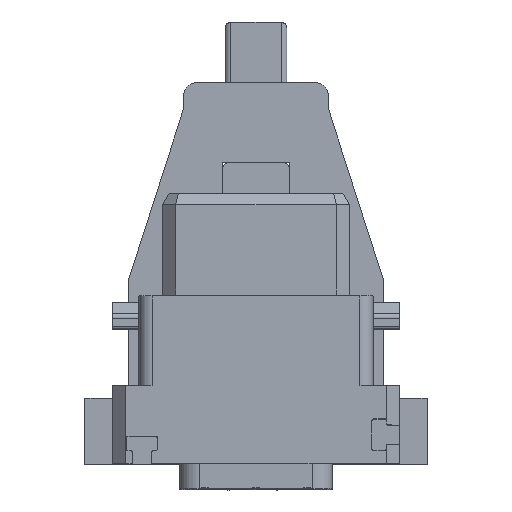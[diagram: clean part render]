
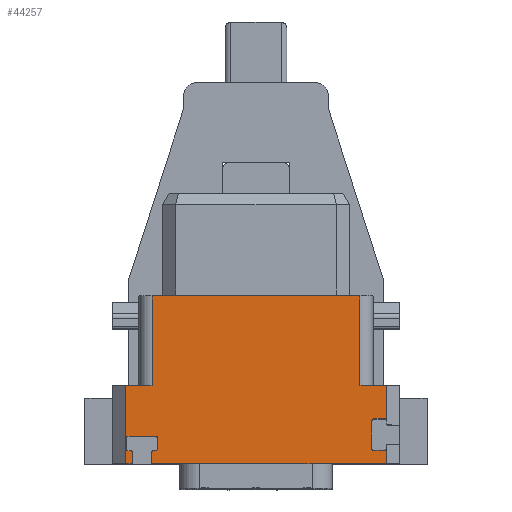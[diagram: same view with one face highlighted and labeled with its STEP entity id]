
A CAD part, top view. The second image highlights one B-rep face of the part: STEP entity #44257.
In plain terms, the highlighted planar face has unit normal (0, 0, 1).
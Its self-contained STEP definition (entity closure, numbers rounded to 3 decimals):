
#194=DIRECTION('',(-1.,0.,0.));
#195=VECTOR('',#194,15.8);
#196=CARTESIAN_POINT('',(7.9,9.8,9.9));
#197=LINE('',#196,#195);
#413=CARTESIAN_POINT('',(9.75,0.325,9.9));
#414=DIRECTION('',(0.,0.,1.));
#415=DIRECTION('',(1.,0.,0.));
#416=AXIS2_PLACEMENT_3D('',#413,#414,#415);
#418=DIRECTION('',(-1.,0.,0.));
#419=VECTOR('',#418,0.8);
#420=CARTESIAN_POINT('',(9.75,0.475,9.9));
#421=LINE('',#420,#419);
#422=CARTESIAN_POINT('',(8.95,0.325,9.9));
#423=DIRECTION('',(0.,0.,1.));
#424=DIRECTION('',(0.,1.,0.));
#425=AXIS2_PLACEMENT_3D('',#422,#423,#424);
#427=DIRECTION('',(0.,-1.,0.));
#428=VECTOR('',#427,2.1);
#429=CARTESIAN_POINT('',(8.8,0.325,9.9));
#430=LINE('',#429,#428);
#431=CARTESIAN_POINT('',(8.95,-1.775,9.9));
#432=DIRECTION('',(0.,0.,1.));
#433=DIRECTION('',(-1.,0.,0.));
#434=AXIS2_PLACEMENT_3D('',#431,#432,#433);
#436=DIRECTION('',(1.,0.,0.));
#437=VECTOR('',#436,0.8);
#438=CARTESIAN_POINT('',(8.95,-1.925,9.9));
#439=LINE('',#438,#437);
#440=CARTESIAN_POINT('',(9.75,-1.775,9.9));
#441=DIRECTION('',(0.,0.,1.));
#442=DIRECTION('',(0.,-1.,0.));
#443=AXIS2_PLACEMENT_3D('',#440,#441,#442);
#445=DIRECTION('',(0.,1.,0.));
#446=VECTOR('',#445,1.175);
#447=CARTESIAN_POINT('',(9.9,-2.95,9.9));
#448=LINE('',#447,#446);
#449=DIRECTION('',(0.,1.,0.));
#450=VECTOR('',#449,0.85);
#451=CARTESIAN_POINT('',(-7.95,-2.95,9.9));
#452=LINE('',#451,#450);
#453=CARTESIAN_POINT('',(-7.8,-2.1,9.9));
#454=DIRECTION('',(0.,0.,1.));
#455=DIRECTION('',(0.,1.,0.));
#456=AXIS2_PLACEMENT_3D('',#453,#454,#455);
#458=DIRECTION('',(1.,0.,0.));
#459=VECTOR('',#458,0.175);
#460=CARTESIAN_POINT('',(-7.8,-1.95,9.9));
#461=LINE('',#460,#459);
#462=CARTESIAN_POINT('',(-7.625,-1.8,9.9));
#463=DIRECTION('',(0.,0.,1.));
#464=DIRECTION('',(0.,-1.,0.));
#465=AXIS2_PLACEMENT_3D('',#462,#463,#464);
#467=DIRECTION('',(0.,1.,0.));
#468=VECTOR('',#467,0.8);
#469=CARTESIAN_POINT('',(-7.475,-1.8,9.9));
#470=LINE('',#469,#468);
#471=CARTESIAN_POINT('',(-7.625,-1.,9.9));
#472=DIRECTION('',(0.,0.,1.));
#473=DIRECTION('',(1.,0.,0.));
#474=AXIS2_PLACEMENT_3D('',#471,#472,#473);
#476=DIRECTION('',(-1.,0.,0.));
#477=VECTOR('',#476,2.1);
#478=CARTESIAN_POINT('',(-7.625,-0.85,9.9));
#479=LINE('',#478,#477);
#480=CARTESIAN_POINT('',(-9.725,-1.,9.9));
#481=DIRECTION('',(0.,0.,1.));
#482=DIRECTION('',(0.,1.,0.));
#483=AXIS2_PLACEMENT_3D('',#480,#481,#482);
#485=DIRECTION('',(0.,-1.,0.));
#486=VECTOR('',#485,0.8);
#487=CARTESIAN_POINT('',(-9.875,-1.,9.9));
#488=LINE('',#487,#486);
#489=CARTESIAN_POINT('',(-9.725,-1.8,9.9));
#490=DIRECTION('',(0.,0.,1.));
#491=DIRECTION('',(-1.,0.,0.));
#492=AXIS2_PLACEMENT_3D('',#489,#490,#491);
#494=DIRECTION('',(1.,0.,0.));
#495=VECTOR('',#494,0.175);
#496=CARTESIAN_POINT('',(-9.725,-1.95,9.9));
#497=LINE('',#496,#495);
#498=CARTESIAN_POINT('',(-9.55,-2.1,9.9));
#499=DIRECTION('',(0.,0.,1.));
#500=DIRECTION('',(1.,0.,0.));
#501=AXIS2_PLACEMENT_3D('',#498,#499,#500);
#503=DIRECTION('',(0.,1.,0.));
#504=VECTOR('',#503,0.85);
#505=CARTESIAN_POINT('',(-9.4,-2.95,9.9));
#506=LINE('',#505,#504);
#507=DIRECTION('',(0.,-1.,0.));
#508=VECTOR('',#507,5.95);
#509=CARTESIAN_POINT('',(-9.9,3.,9.9));
#510=LINE('',#509,#508);
#511=DIRECTION('',(0.,-1.,0.));
#512=VECTOR('',#511,6.8);
#513=CARTESIAN_POINT('',(-7.9,9.8,9.9));
#514=LINE('',#513,#512);
#515=DIRECTION('',(0.,1.,0.));
#516=VECTOR('',#515,6.8);
#517=CARTESIAN_POINT('',(7.9,3.,9.9));
#518=LINE('',#517,#516);
#519=DIRECTION('',(0.,1.,0.));
#520=VECTOR('',#519,2.675);
#521=CARTESIAN_POINT('',(9.9,0.325,9.9));
#522=LINE('',#521,#520);
#539=DIRECTION('',(-1.,0.,0.));
#540=VECTOR('',#539,2.);
#541=CARTESIAN_POINT('',(9.9,3.,9.9));
#542=LINE('',#541,#540);
#731=DIRECTION('',(1.,0.,0.));
#732=VECTOR('',#731,0.5);
#733=CARTESIAN_POINT('',(-9.9,-2.95,9.9));
#734=LINE('',#733,#732);
#747=DIRECTION('',(1.,0.,0.));
#748=VECTOR('',#747,17.85);
#749=CARTESIAN_POINT('',(-7.95,-2.95,9.9));
#750=LINE('',#749,#748);
#2591=DIRECTION('',(-1.,0.,0.));
#2592=VECTOR('',#2591,2.);
#2593=CARTESIAN_POINT('',(-7.9,3.,9.9));
#2594=LINE('',#2593,#2592);
#34862=CARTESIAN_POINT('',(-7.95,-2.95,9.9));
#34863=VERTEX_POINT('',#34862);
#34864=CARTESIAN_POINT('',(-9.4,-2.95,9.9));
#34865=VERTEX_POINT('',#34864);
#34866=CARTESIAN_POINT('',(9.9,0.325,9.9));
#34867=CARTESIAN_POINT('',(9.75,0.475,9.9));
#34868=VERTEX_POINT('',#34866);
#34869=VERTEX_POINT('',#34867);
#34870=CARTESIAN_POINT('',(8.95,0.475,9.9));
#34871=VERTEX_POINT('',#34870);
#34872=CARTESIAN_POINT('',(8.8,0.325,9.9));
#34873=VERTEX_POINT('',#34872);
#34874=CARTESIAN_POINT('',(8.8,-1.775,9.9));
#34875=VERTEX_POINT('',#34874);
#34876=CARTESIAN_POINT('',(8.95,-1.925,9.9));
#34877=VERTEX_POINT('',#34876);
#34878=CARTESIAN_POINT('',(9.75,-1.925,9.9));
#34879=VERTEX_POINT('',#34878);
#34880=CARTESIAN_POINT('',(9.9,-1.775,9.9));
#34881=VERTEX_POINT('',#34880);
#34882=CARTESIAN_POINT('',(-7.95,-2.1,9.9));
#34883=VERTEX_POINT('',#34882);
#34884=CARTESIAN_POINT('',(-7.8,-1.95,9.9));
#34885=VERTEX_POINT('',#34884);
#34886=CARTESIAN_POINT('',(-7.625,-1.95,9.9));
#34887=VERTEX_POINT('',#34886);
#34888=CARTESIAN_POINT('',(-7.475,-1.8,9.9));
#34889=VERTEX_POINT('',#34888);
#34890=CARTESIAN_POINT('',(-7.475,-1.,9.9));
#34891=VERTEX_POINT('',#34890);
#34892=CARTESIAN_POINT('',(-7.625,-0.85,9.9));
#34893=VERTEX_POINT('',#34892);
#34894=CARTESIAN_POINT('',(-9.725,-0.85,9.9));
#34895=VERTEX_POINT('',#34894);
#34896=CARTESIAN_POINT('',(-9.875,-1.,9.9));
#34897=VERTEX_POINT('',#34896);
#34898=CARTESIAN_POINT('',(-9.875,-1.8,9.9));
#34899=VERTEX_POINT('',#34898);
#34900=CARTESIAN_POINT('',(-9.725,-1.95,9.9));
#34901=VERTEX_POINT('',#34900);
#34902=CARTESIAN_POINT('',(-9.55,-1.95,9.9));
#34903=VERTEX_POINT('',#34902);
#34904=CARTESIAN_POINT('',(-9.4,-2.1,9.9));
#34905=VERTEX_POINT('',#34904);
#34910=CARTESIAN_POINT('',(7.9,9.8,9.9));
#34912=VERTEX_POINT('',#34910);
#34916=CARTESIAN_POINT('',(7.9,3.,9.9));
#34917=VERTEX_POINT('',#34916);
#34922=CARTESIAN_POINT('',(-7.9,9.8,9.9));
#34923=VERTEX_POINT('',#34922);
#34924=CARTESIAN_POINT('',(-7.9,3.,9.9));
#34925=VERTEX_POINT('',#34924);
#34930=CARTESIAN_POINT('',(9.9,3.,9.9));
#34932=VERTEX_POINT('',#34930);
#34945=CARTESIAN_POINT('',(9.9,-2.95,9.9));
#34946=VERTEX_POINT('',#34945);
#34947=CARTESIAN_POINT('',(-9.9,-2.95,9.9));
#34949=VERTEX_POINT('',#34947);
#34953=CARTESIAN_POINT('',(-9.9,3.,9.9));
#34954=VERTEX_POINT('',#34953);
#44193=CARTESIAN_POINT('',(10.9,9.8,9.9));
#44194=DIRECTION('',(0.,0.,1.));
#44195=DIRECTION('',(-1.,0.,0.));
#44196=AXIS2_PLACEMENT_3D('',#44193,#44194,#44195);
#44197=PLANE('',#44196);
#44199=ORIENTED_EDGE('',*,*,#44198,.T.);
#44201=ORIENTED_EDGE('',*,*,#44200,.T.);
#44203=ORIENTED_EDGE('',*,*,#44202,.T.);
#44205=ORIENTED_EDGE('',*,*,#44204,.T.);
#44207=ORIENTED_EDGE('',*,*,#44206,.T.);
#44209=ORIENTED_EDGE('',*,*,#44208,.T.);
#44211=ORIENTED_EDGE('',*,*,#44210,.T.);
#44213=ORIENTED_EDGE('',*,*,#44212,.F.);
#44215=ORIENTED_EDGE('',*,*,#44214,.F.);
#44217=ORIENTED_EDGE('',*,*,#44216,.T.);
#44219=ORIENTED_EDGE('',*,*,#44218,.F.);
#44221=ORIENTED_EDGE('',*,*,#44220,.T.);
#44223=ORIENTED_EDGE('',*,*,#44222,.T.);
#44225=ORIENTED_EDGE('',*,*,#44224,.T.);
#44227=ORIENTED_EDGE('',*,*,#44226,.T.);
#44229=ORIENTED_EDGE('',*,*,#44228,.T.);
#44231=ORIENTED_EDGE('',*,*,#44230,.T.);
#44233=ORIENTED_EDGE('',*,*,#44232,.T.);
#44235=ORIENTED_EDGE('',*,*,#44234,.T.);
#44237=ORIENTED_EDGE('',*,*,#44236,.T.);
#44239=ORIENTED_EDGE('',*,*,#44238,.F.);
#44241=ORIENTED_EDGE('',*,*,#44240,.F.);
#44243=ORIENTED_EDGE('',*,*,#44242,.F.);
#44245=ORIENTED_EDGE('',*,*,#44244,.F.);
#44247=ORIENTED_EDGE('',*,*,#44246,.F.);
#44248=ORIENTED_EDGE('',*,*,#44186,.F.);
#44249=ORIENTED_EDGE('',*,*,#43931,.F.);
#44250=ORIENTED_EDGE('',*,*,#43972,.F.);
#44252=ORIENTED_EDGE('',*,*,#44251,.F.);
#44254=ORIENTED_EDGE('',*,*,#44253,.F.);
#44255=EDGE_LOOP('',(#44199,#44201,#44203,#44205,#44207,#44209,#44211,#44213,
#44215,#44217,#44219,#44221,#44223,#44225,#44227,#44229,#44231,#44233,#44235,
#44237,#44239,#44241,#44243,#44245,#44247,#44248,#44249,#44250,#44252,#44254));
#44256=FACE_OUTER_BOUND('',#44255,.F.);
#44257=ADVANCED_FACE('',(#44256),#44197,.T.);
#417=CIRCLE('',#416,0.15);
#426=CIRCLE('',#425,0.15);
#435=CIRCLE('',#434,0.15);
#444=CIRCLE('',#443,0.15);
#457=CIRCLE('',#456,0.15);
#466=CIRCLE('',#465,0.15);
#475=CIRCLE('',#474,0.15);
#484=CIRCLE('',#483,0.15);
#493=CIRCLE('',#492,0.15);
#502=CIRCLE('',#501,0.15);
#43931=EDGE_CURVE('',#34912,#34923,#197,.T.);
#43972=EDGE_CURVE('',#34917,#34912,#518,.T.);
#44186=EDGE_CURVE('',#34923,#34925,#514,.T.);
#44198=EDGE_CURVE('',#34868,#34869,#417,.T.);
#44200=EDGE_CURVE('',#34869,#34871,#421,.T.);
#44202=EDGE_CURVE('',#34871,#34873,#426,.T.);
#44204=EDGE_CURVE('',#34873,#34875,#430,.T.);
#44206=EDGE_CURVE('',#34875,#34877,#435,.T.);
#44208=EDGE_CURVE('',#34877,#34879,#439,.T.);
#44210=EDGE_CURVE('',#34879,#34881,#444,.T.);
#44212=EDGE_CURVE('',#34946,#34881,#448,.T.);
#44214=EDGE_CURVE('',#34863,#34946,#750,.T.);
#44216=EDGE_CURVE('',#34863,#34883,#452,.T.);
#44218=EDGE_CURVE('',#34885,#34883,#457,.T.);
#44220=EDGE_CURVE('',#34885,#34887,#461,.T.);
#44222=EDGE_CURVE('',#34887,#34889,#466,.T.);
#44224=EDGE_CURVE('',#34889,#34891,#470,.T.);
#44226=EDGE_CURVE('',#34891,#34893,#475,.T.);
#44228=EDGE_CURVE('',#34893,#34895,#479,.T.);
#44230=EDGE_CURVE('',#34895,#34897,#484,.T.);
#44232=EDGE_CURVE('',#34897,#34899,#488,.T.);
#44234=EDGE_CURVE('',#34899,#34901,#493,.T.);
#44236=EDGE_CURVE('',#34901,#34903,#497,.T.);
#44238=EDGE_CURVE('',#34905,#34903,#502,.T.);
#44240=EDGE_CURVE('',#34865,#34905,#506,.T.);
#44242=EDGE_CURVE('',#34949,#34865,#734,.T.);
#44244=EDGE_CURVE('',#34954,#34949,#510,.T.);
#44246=EDGE_CURVE('',#34925,#34954,#2594,.T.);
#44251=EDGE_CURVE('',#34932,#34917,#542,.T.);
#44253=EDGE_CURVE('',#34868,#34932,#522,.T.);
